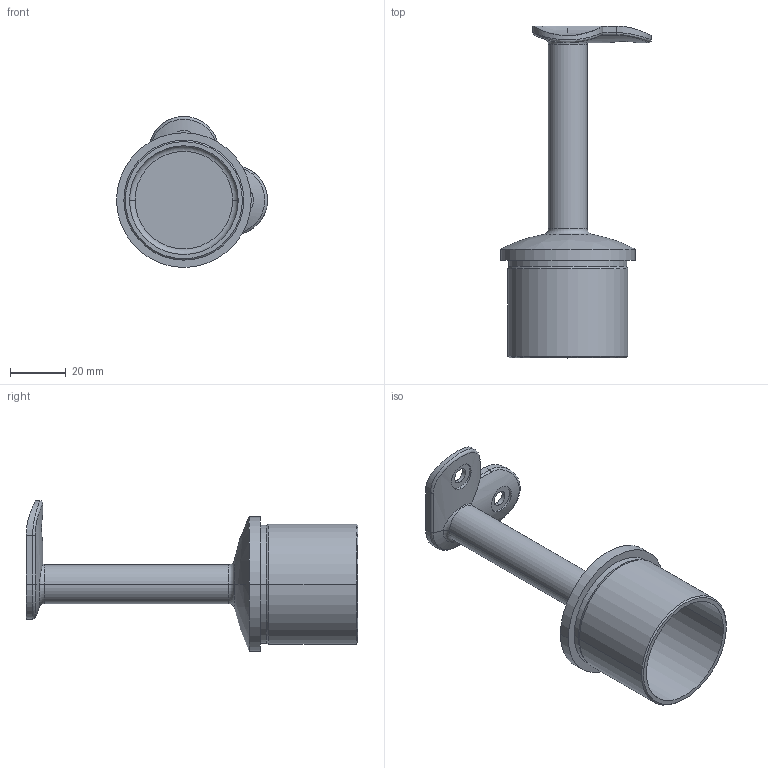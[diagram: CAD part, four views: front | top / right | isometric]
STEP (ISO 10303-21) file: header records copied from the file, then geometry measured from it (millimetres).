
FILE_DESCRIPTION (( 'STEP AP203' ), '1' );
FILE_NAME ('A14_0712-849.STEP', '2019-04-08T06:35:01', ( '' ), ( '' ), 'SwSTEP 2.0', 'SolidWorks 2013', '' );
FILE_SCHEMA (( 'CONFIG_CONTROL_DESIGN' ));
Length unit declared in the file: millimetre
Products named in the file (1): A14_0712-849
Bounding box: 54.15 x 118.99 x 54.15 mm (x, y, z)
Volume: 33411.3 mm3; surface area: 19385.7 mm2
Topology: 1 solids, 1 shells, 55 faces, 117 edges, 68 vertices
Faces by surface type: cylinder 29, plane 9, torus 7, cone 4, sphere 4, bspline 2
Entity records: 2441 total; most frequent: CARTESIAN_POINT 1181, DIRECTION 261, ORIENTED_EDGE 234, EDGE_CURVE 117, AXIS2_PLACEMENT_3D 110, VERTEX_POINT 68, EDGE_LOOP 63, CIRCLE 56
